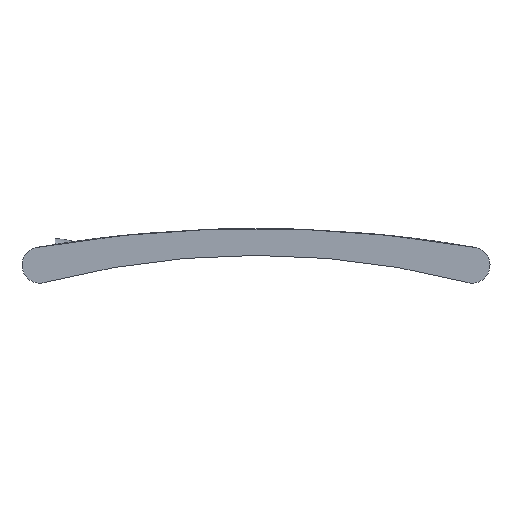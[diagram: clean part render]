
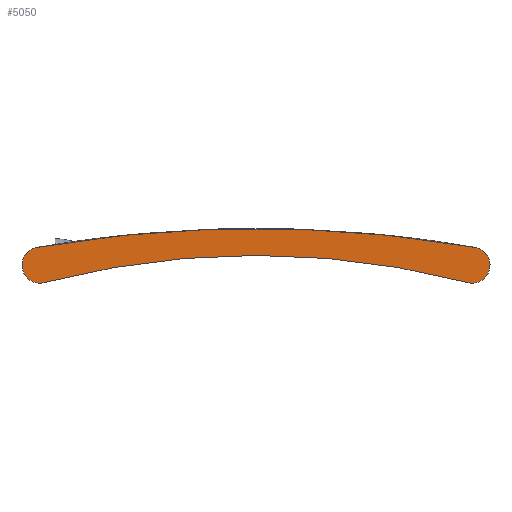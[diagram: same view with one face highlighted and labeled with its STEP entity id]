
A CAD part, left-side view. The second image highlights one B-rep face of the part: STEP entity #5050.
In plain terms, the highlighted planar face has unit normal (-1, 0, 0).
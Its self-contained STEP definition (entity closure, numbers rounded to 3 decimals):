
#4537=CIRCLE('',#14903,707.7);
#4588=CIRCLE('',#15062,10.);
#4591=CIRCLE('',#15067,468.3);
#4592=CIRCLE('',#15069,10.);
#5050=ADVANCED_FACE('',(#5903),#5555,.T.);
#5555=PLANE('',#15070);
#5903=FACE_OUTER_BOUND('',#6534,.T.);
#6534=EDGE_LOOP('',(#8032,#8033,#8034,#8035));
#8032=ORIENTED_EDGE('',*,*,#11660,.T.);
#8033=ORIENTED_EDGE('',*,*,#12003,.T.);
#8034=ORIENTED_EDGE('',*,*,#12010,.T.);
#8035=ORIENTED_EDGE('',*,*,#12011,.T.);
#10580=VERTEX_POINT('',#20548);
#10581=VERTEX_POINT('',#20550);
#10835=VERTEX_POINT('',#22127);
#10841=VERTEX_POINT('',#22142);
#11660=EDGE_CURVE('',#10581,#10580,#4537,.T.);
#12003=EDGE_CURVE('',#10580,#10835,#4588,.T.);
#12010=EDGE_CURVE('',#10835,#10841,#4591,.T.);
#12011=EDGE_CURVE('',#10841,#10581,#4592,.T.);
#14903=AXIS2_PLACEMENT_3D('',#20549,#15960,#15961);
#15062=AXIS2_PLACEMENT_3D('',#22128,#16461,#16462);
#15067=AXIS2_PLACEMENT_3D('',#22143,#16475,#16476);
#15069=AXIS2_PLACEMENT_3D('',#22145,#16479,#16480);
#15070=AXIS2_PLACEMENT_3D('',#22146,#16481,#16482);
#15960=DIRECTION('',(-1.,0.,0.));
#15961=DIRECTION('',(0.,-1.,0.));
#16461=DIRECTION('',(-1.,0.,0.));
#16462=DIRECTION('',(0.,-1.,0.));
#16475=DIRECTION('',(1.,0.,0.));
#16476=DIRECTION('',(0.,-1.,0.));
#16479=DIRECTION('',(-1.,0.,0.));
#16480=DIRECTION('',(0.,-1.,0.));
#16481=DIRECTION('',(-1.,0.,0.));
#16482=DIRECTION('',(0.,0.,-1.));
#20548=CARTESIAN_POINT('',(0.,252.828,19.85));
#20549=CARTESIAN_POINT('',(0.,130.55,-677.207));
#20550=CARTESIAN_POINT('',(0.,8.272,19.85));
#22127=CARTESIAN_POINT('',(0.,248.58,0.323));
#22128=CARTESIAN_POINT('',(0.,251.1,10.));
#22142=CARTESIAN_POINT('',(0.,12.52,0.323));
#22143=CARTESIAN_POINT('',(0.,130.55,-452.859));
#22145=CARTESIAN_POINT('',(0.,10.,10.));
#22146=CARTESIAN_POINT('',(0.,251.1,10.));
